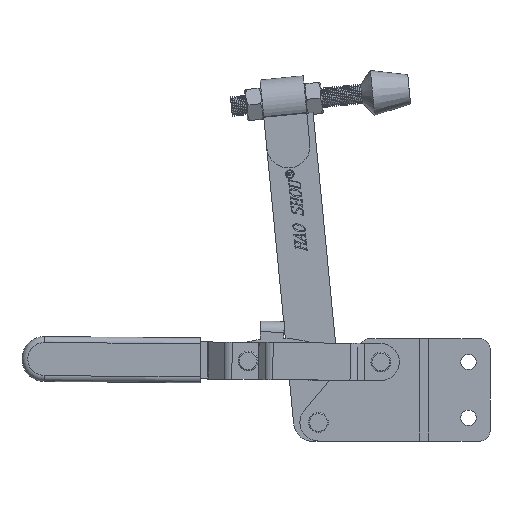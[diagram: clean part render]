
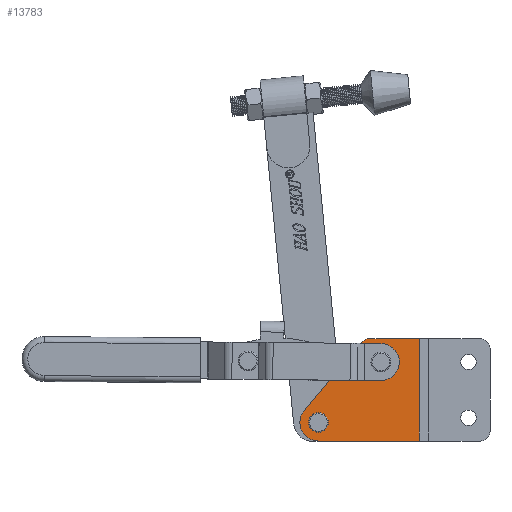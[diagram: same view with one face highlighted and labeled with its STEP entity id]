
A CAD part, left-side view. The second image highlights one B-rep face of the part: STEP entity #13783.
In plain terms, the highlighted planar face has unit normal (-1, 0, 0).
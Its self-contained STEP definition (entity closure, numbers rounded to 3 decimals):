
#4512 = VERTEX_POINT ( 'NONE', #23358 ) ;
#4639 = VERTEX_POINT ( 'NONE', #30119 ) ;
#4677 = VERTEX_POINT ( 'NONE', #30111 ) ;
#4680 = VERTEX_POINT ( 'NONE', #30109 ) ;
#4683 = VERTEX_POINT ( 'NONE', #30105 ) ;
#5236 = CARTESIAN_POINT ( 'NONE',  ( 0., 61.8, 9.5 ) ) ;
#5237 = CARTESIAN_POINT ( 'NONE',  ( 0., 52.3, 0. ) ) ;
#5252 = CARTESIAN_POINT ( 'NONE',  ( 0., 23.5, 40.5 ) ) ;
#5262 = CARTESIAN_POINT ( 'NONE',  ( 0., 49.1, 9.5 ) ) ;
#5269 = CARTESIAN_POINT ( 'NONE',  ( 0., 17.1, 40.5 ) ) ;
#5279 = CARTESIAN_POINT ( 'NONE',  ( 0., 55.5, 9.5 ) ) ;
#8018 = VERTEX_POINT ( 'NONE', #5236 ) ;
#8019 = VERTEX_POINT ( 'NONE', #5237 ) ;
#8034 = VERTEX_POINT ( 'NONE', #5252 ) ;
#8044 = VERTEX_POINT ( 'NONE', #5262 ) ;
#8051 = VERTEX_POINT ( 'NONE', #5269 ) ;
#8061 = VERTEX_POINT ( 'NONE', #5279 ) ;
#11361 = AXIS2_PLACEMENT_3D ( 'NONE', #16713, #16705, #16717 ) ;
#11764 = AXIS2_PLACEMENT_3D ( 'NONE', #21289, #21290, #21291 ) ;
#11767 = AXIS2_PLACEMENT_3D ( 'NONE', #21298, #21299, #21300 ) ;
#11770 = AXIS2_PLACEMENT_3D ( 'NONE', #21308, #21309, #21310 ) ;
#11794 = AXIS2_PLACEMENT_3D ( 'NONE', #21396, #21397, #21398 ) ;
#11796 = AXIS2_PLACEMENT_3D ( 'NONE', #21403, #21404, #21405 ) ;
#11799 = AXIS2_PLACEMENT_3D ( 'NONE', #21409, #21410, #21411 ) ;
#11803 = AXIS2_PLACEMENT_3D ( 'NONE', #21417, #21418, #21419 ) ;
#12987 = FACE_BOUND ( 'NONE', #35345, .T. ) ;
#12991 = FACE_OUTER_BOUND ( 'NONE', #35343, .T. ) ;
#12993 = FACE_BOUND ( 'NONE', #35344, .T. ) ;
#13783 = ADVANCED_FACE ( 'NONE', ( #12987, #12993, #12991 ), #16715, .F. ) ;
#15640 = EDGE_CURVE ( 'NONE', #8044, #8061, #18845, .T. ) ;
#15643 = EDGE_CURVE ( 'NONE', #8051, #8034, #18854, .T. ) ;
#15647 = EDGE_CURVE ( 'NONE', #8018, #8019, #18859, .T. ) ;
#15683 = EDGE_CURVE ( 'NONE', #4683, #4639, #18919, .T. ) ;
#15687 = EDGE_CURVE ( 'NONE', #4639, #4677, #18926, .T. ) ;
#15688 = EDGE_CURVE ( 'NONE', #4677, #8018, #18928, .T. ) ;
#15690 = EDGE_CURVE ( 'NONE', #8034, #8051, #18924, .T. ) ;
#15692 = EDGE_CURVE ( 'NONE', #8061, #8044, #18933, .T. ) ;
#15698 = EDGE_CURVE ( 'NONE', #8019, #4512, #18940, .T. ) ;
#15699 = EDGE_CURVE ( 'NONE', #4680, #4512, #18944, .T. ) ;
#15700 = EDGE_CURVE ( 'NONE', #4683, #4680, #18946, .T. ) ;
#16705 = DIRECTION ( 'NONE',  ( 1., 0., 0. ) ) ;
#16713 = CARTESIAN_POINT ( 'NONE',  ( 0., 90., 52.4 ) ) ;
#16715 = PLANE ( 'NONE',  #11361 ) ;
#16717 = DIRECTION ( 'NONE',  ( 0., 1., 0. ) ) ;
#18845 = CIRCLE ( 'NONE', #11764, 3.2 ) ;
#18854 = CIRCLE ( 'NONE', #11767, 3.2 ) ;
#18859 = CIRCLE ( 'NONE', #11770, 9.5 ) ;
#18919 = CIRCLE ( 'NONE', #11794, 5. ) ;
#18924 = CIRCLE ( 'NONE', #11799, 3.2 ) ;
#18926 = LINE ( 'NONE', #21401, #18929 ) ;
#18928 = CIRCLE ( 'NONE', #11796, 9.5 ) ;
#18929 = VECTOR ( 'NONE', #21402, 1000. ) ;
#18933 = CIRCLE ( 'NONE', #11803, 3.2 ) ;
#18940 = LINE ( 'NONE', #21425, #18945 ) ;
#18944 = LINE ( 'NONE', #21433, #18947 ) ;
#18945 = VECTOR ( 'NONE', #21432, 1000. ) ;
#18946 = LINE ( 'NONE', #21435, #18949 ) ;
#18947 = VECTOR ( 'NONE', #21434, 1000. ) ;
#18949 = VECTOR ( 'NONE', #21436, 1000. ) ;
#21289 = CARTESIAN_POINT ( 'NONE',  ( 0., 52.3, 9.5 ) ) ;
#21290 = DIRECTION ( 'NONE',  ( 1., 0., 0. ) ) ;
#21291 = DIRECTION ( 'NONE',  ( 0., 1., 0. ) ) ;
#21298 = CARTESIAN_POINT ( 'NONE',  ( 0., 20.3, 40.5 ) ) ;
#21299 = DIRECTION ( 'NONE',  ( 1., 0., 0. ) ) ;
#21300 = DIRECTION ( 'NONE',  ( 0., 1., 0. ) ) ;
#21308 = CARTESIAN_POINT ( 'NONE',  ( 0., 52.3, 9.5 ) ) ;
#21309 = DIRECTION ( 'NONE',  ( -1., 0., 0. ) ) ;
#21310 = DIRECTION ( 'NONE',  ( 0., 1., 0. ) ) ;
#21396 = CARTESIAN_POINT ( 'NONE',  ( 0., 26.372, 47.4 ) ) ;
#21397 = DIRECTION ( 'NONE',  ( -1., 0., 0. ) ) ;
#21398 = DIRECTION ( 'NONE',  ( 0., 1., 0. ) ) ;
#21401 = CARTESIAN_POINT ( 'NONE',  ( 0., 42.646, 35.784 ) ) ;
#21402 = DIRECTION ( 'NONE',  ( 0., 0.643, -0.766 ) ) ;
#21403 = CARTESIAN_POINT ( 'NONE',  ( 0., 52.3, 9.5 ) ) ;
#21404 = DIRECTION ( 'NONE',  ( -1., 0., 0. ) ) ;
#21405 = DIRECTION ( 'NONE',  ( 0., 1., 0. ) ) ;
#21409 = CARTESIAN_POINT ( 'NONE',  ( 0., 20.3, 40.5 ) ) ;
#21410 = DIRECTION ( 'NONE',  ( 1., 0., 0. ) ) ;
#21411 = DIRECTION ( 'NONE',  ( 0., 1., 0. ) ) ;
#21417 = CARTESIAN_POINT ( 'NONE',  ( 0., 52.3, 9.5 ) ) ;
#21418 = DIRECTION ( 'NONE',  ( 1., 0., 0. ) ) ;
#21419 = DIRECTION ( 'NONE',  ( 0., 1., 0. ) ) ;
#21425 = CARTESIAN_POINT ( 'NONE',  ( 0., 90., 0. ) ) ;
#21432 = DIRECTION ( 'NONE',  ( 0., -1., 0. ) ) ;
#21433 = CARTESIAN_POINT ( 'NONE',  ( 0., 0.5, 52.4 ) ) ;
#21434 = DIRECTION ( 'NONE',  ( 0., 0., -1. ) ) ;
#21435 = CARTESIAN_POINT ( 'NONE',  ( 0., 90., 52.4 ) ) ;
#21436 = DIRECTION ( 'NONE',  ( 0., -1., 0. ) ) ;
#23358 = CARTESIAN_POINT ( 'NONE',  ( 0., 0.5, 0. ) ) ;
#30105 = CARTESIAN_POINT ( 'NONE',  ( 0., 26.372, 52.4 ) ) ;
#30109 = CARTESIAN_POINT ( 'NONE',  ( 0., 0.5, 52.4 ) ) ;
#30111 = CARTESIAN_POINT ( 'NONE',  ( 0., 59.577, 15.606 ) ) ;
#30119 = CARTESIAN_POINT ( 'NONE',  ( 0., 30.203, 50.614 ) ) ;
#35343 = EDGE_LOOP ( 'NONE', ( #37804, #37805, #37806, #37807, #37808, #37809, #37810 ) ) ;
#35344 = EDGE_LOOP ( 'NONE', ( #37802, #37803 ) ) ;
#35345 = EDGE_LOOP ( 'NONE', ( #37800, #37801 ) ) ;
#37800 = ORIENTED_EDGE ( 'NONE', *, *, #15692, .T. ) ;
#37801 = ORIENTED_EDGE ( 'NONE', *, *, #15640, .T. ) ;
#37802 = ORIENTED_EDGE ( 'NONE', *, *, #15690, .T. ) ;
#37803 = ORIENTED_EDGE ( 'NONE', *, *, #15643, .T. ) ;
#37804 = ORIENTED_EDGE ( 'NONE', *, *, #15699, .F. ) ;
#37805 = ORIENTED_EDGE ( 'NONE', *, *, #15700, .F. ) ;
#37806 = ORIENTED_EDGE ( 'NONE', *, *, #15683, .T. ) ;
#37807 = ORIENTED_EDGE ( 'NONE', *, *, #15687, .T. ) ;
#37808 = ORIENTED_EDGE ( 'NONE', *, *, #15688, .T. ) ;
#37809 = ORIENTED_EDGE ( 'NONE', *, *, #15647, .T. ) ;
#37810 = ORIENTED_EDGE ( 'NONE', *, *, #15698, .T. ) ;
